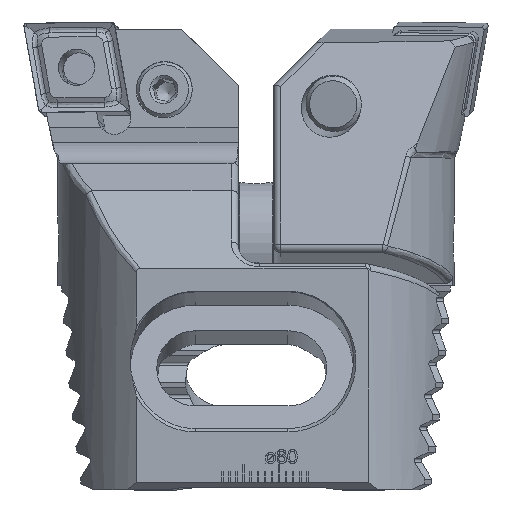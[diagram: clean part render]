
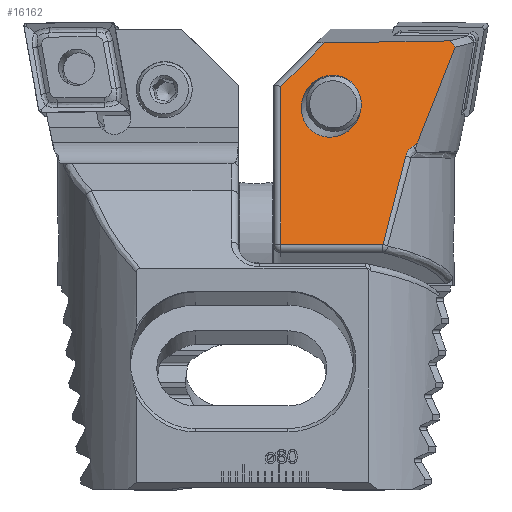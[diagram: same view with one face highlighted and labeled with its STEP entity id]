
A CAD part, top view. The second image highlights one B-rep face of the part: STEP entity #16162.
In plain terms, the highlighted face is planar.
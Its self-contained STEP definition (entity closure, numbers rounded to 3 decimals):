
#194 = ORIENTED_EDGE ( 'NONE', *, *, #1208, .T. ) ;
#423 = VERTEX_POINT ( 'NONE', #6519 ) ;
#718 = CARTESIAN_POINT ( 'NONE',  ( 10.387, -17.199, -17.195 ) ) ;
#792 = VERTEX_POINT ( 'NONE', #17594 ) ;
#922 = CARTESIAN_POINT ( 'NONE',  ( 23.087, -2.776, -13.331 ) ) ;
#1013 = ORIENTED_EDGE ( 'NONE', *, *, #3162, .F. ) ;
#1047 = ORIENTED_EDGE ( 'NONE', *, *, #15726, .T. ) ;
#1160 = CARTESIAN_POINT ( 'NONE',  ( 5.211, -2.791, -13.335 ) ) ;
#1208 = EDGE_CURVE ( 'NONE', #3568, #16951, #7544, .T. ) ;
#1320 = ORIENTED_EDGE ( 'NONE', *, *, #13301, .T. ) ;
#1546 = CARTESIAN_POINT ( 'NONE',  ( 31.526, -13.412, -16.18 ) ) ;
#1656 = CARTESIAN_POINT ( 'NONE',  ( 10.593, -17.341, -17.233 ) ) ;
#2100 = CARTESIAN_POINT ( 'NONE',  ( 9.977, -16.913, -17.119 ) ) ;
#2124 = ORIENTED_EDGE ( 'NONE', *, *, #2199, .T. ) ;
#2199 = EDGE_CURVE ( 'NONE', #11454, #13245, #6209, .T. ) ;
#2272 = EDGE_CURVE ( 'NONE', #13245, #792, #8123, .T. ) ;
#2867 = DIRECTION ( 'NONE',  ( -1., 0.015, 0.004 ) ) ;
#3082 = CARTESIAN_POINT ( 'NONE',  ( 23.536, -15.917, -16.852 ) ) ;
#3162 = EDGE_CURVE ( 'NONE', #7869, #16951, #13370, .T. ) ;
#3515 = VECTOR ( 'NONE', #2867, 1000. ) ;
#3568 = VERTEX_POINT ( 'NONE', #13419 ) ;
#3977 = CARTESIAN_POINT ( 'NONE',  ( 11.631, -18.755, -17.612 ) ) ;
#4000 = CARTESIAN_POINT ( 'NONE',  ( 11.631, -18.755, -17.612 ) ) ;
#4540 = EDGE_CURVE ( 'NONE', #423, #423, #10662, .T. ) ;
#4606 = DIRECTION ( 'NONE',  ( 0., -0.966, -0.259 ) ) ;
#4680 = EDGE_CURVE ( 'NONE', #11454, #12445, #11356, .T. ) ;
#4690 = VECTOR ( 'NONE', #5435, 1000. ) ;
#4848 = CARTESIAN_POINT ( 'NONE',  ( 10.182, -17.057, -17.157 ) ) ;
#4994 = PLANE ( 'NONE',  #7415 ) ;
#5052 = CARTESIAN_POINT ( 'NONE',  ( 9.977, -16.913, -17.119 ) ) ;
#5246 = CARTESIAN_POINT ( 'NONE',  ( 42.425, -22.115, -18.512 ) ) ;
#5435 = DIRECTION ( 'NONE',  ( 0.695, -0.695, -0.186 ) ) ;
#5756 = CARTESIAN_POINT ( 'NONE',  ( 12.728, -10.033, -15.275 ) ) ;
#6001 = CARTESIAN_POINT ( 'NONE',  ( 15.547, -18.421, -17.523 ) ) ;
#6162 = CARTESIAN_POINT ( 'NONE',  ( 5.483, -2.504, -13.258 ) ) ;
#6209 = LINE ( 'NONE', #5246, #4690 ) ;
#6519 = CARTESIAN_POINT ( 'NONE',  ( 20.718, -7.528, -14.604 ) ) ;
#7007 = CARTESIAN_POINT ( 'NONE',  ( 13.672, -27.392, -19.926 ) ) ;
#7120 = CARTESIAN_POINT ( 'NONE',  ( 14.836, -31.179, -20.941 ) ) ;
#7282 = B_SPLINE_CURVE_WITH_KNOTS ( 'NONE', 3,
 ( #7897, #9409, #1160, #10830 ),
 .UNSPECIFIED., .F., .F.,
 ( 4, 4 ),
 ( 0., 1. ),
 .UNSPECIFIED. ) ;
#7415 = AXIS2_PLACEMENT_3D ( 'NONE', #17787, #12181, #9342 ) ;
#7460 = EDGE_CURVE ( 'NONE', #7869, #8719, #8277, .T. ) ;
#7544 =( BOUNDED_CURVE ( )  B_SPLINE_CURVE ( 3, ( #7120, #7007, #14040, #4000 ),
 .UNSPECIFIED., .F., .T. ) 
 B_SPLINE_CURVE_WITH_KNOTS ( ( 4, 4 ),
 ( 3.859, 4.033 ),
 .UNSPECIFIED. ) 
 CURVE ( )  GEOMETRIC_REPRESENTATION_ITEM ( )  RATIONAL_B_SPLINE_CURVE ( ( 1., 0.997, 0.997, 1. ) ) 
 REPRESENTATION_ITEM ( '' )  );
#7842 = CARTESIAN_POINT ( 'NONE',  ( 6.387, -8.107, -14.759 ) ) ;
#7869 = VERTEX_POINT ( 'NONE', #1656 ) ;
#7897 = CARTESIAN_POINT ( 'NONE',  ( 4.665, -3.366, -13.489 ) ) ;
#8123 = LINE ( 'NONE', #15994, #10549 ) ;
#8277 = B_SPLINE_CURVE_WITH_KNOTS ( 'NONE', 3,
 ( #8897, #718, #4848, #2100 ),
 .UNSPECIFIED., .F., .F.,
 ( 4, 4 ),
 ( 0., 0.001 ),
 .UNSPECIFIED. ) ;
#8337 = CARTESIAN_POINT ( 'NONE',  ( 28.708, -5.024, -13.933 ) ) ;
#8463 = CARTESIAN_POINT ( 'NONE',  ( 20.718, -7.528, -14.604 ) ) ;
#8527 = CARTESIAN_POINT ( 'NONE',  ( 65.108, -3.426, -13.505 ) ) ;
#8719 = VERTEX_POINT ( 'NONE', #10470 ) ;
#8897 = CARTESIAN_POINT ( 'NONE',  ( 10.593, -17.341, -17.233 ) ) ;
#9015 = DIRECTION ( 'NONE',  ( -1., 0., 0. ) ) ;
#9231 = ORIENTED_EDGE ( 'NONE', *, *, #16179, .T. ) ;
#9237 = CARTESIAN_POINT ( 'NONE',  ( 29.25, -8.939, -14.982 ) ) ;
#9342 = DIRECTION ( 'NONE',  ( 0., -0.966, -0.259 ) ) ;
#9400 = CARTESIAN_POINT ( 'NONE',  ( 4.665, -3.366, -13.489 ) ) ;
#9409 = CARTESIAN_POINT ( 'NONE',  ( 4.938, -3.078, -13.412 ) ) ;
#9448 = ORIENTED_EDGE ( 'NONE', *, *, #4680, .F. ) ;
#9497 = CARTESIAN_POINT ( 'NONE',  ( 11.549, -18.47, -17.536 ) ) ;
#10470 = CARTESIAN_POINT ( 'NONE',  ( 9.977, -16.913, -17.119 ) ) ;
#10549 = VECTOR ( 'NONE', #4606, 1000. ) ;
#10662 =( BOUNDED_CURVE ( )  B_SPLINE_CURVE ( 3, ( #13942, #8337, #1546, #3082, #6001, #5756, #8463 ),
 .UNSPECIFIED., .T., .F. ) 
 B_SPLINE_CURVE_WITH_KNOTS ( ( 4, 3, 4 ),
 ( 0., 3.142, 6.283 ),
 .UNSPECIFIED. ) 
 CURVE ( )  GEOMETRIC_REPRESENTATION_ITEM ( )  RATIONAL_B_SPLINE_CURVE ( ( 1., 0.333, 0.333, 1., 0.333, 0.333, 1. ) ) 
 REPRESENTATION_ITEM ( '' )  );
#10678 = ORIENTED_EDGE ( 'NONE', *, *, #4540, .F. ) ;
#10830 = CARTESIAN_POINT ( 'NONE',  ( 5.483, -2.504, -13.258 ) ) ;
#10916 = CARTESIAN_POINT ( 'NONE',  ( 11.599, -18.609, -17.573 ) ) ;
#11356 = LINE ( 'NONE', #8527, #3515 ) ;
#11454 = VERTEX_POINT ( 'NONE', #922 ) ;
#11769 = VECTOR ( 'NONE', #9015, 1000. ) ;
#12181 = DIRECTION ( 'NONE',  ( 0., -0.259, 0.966 ) ) ;
#12190 = FACE_BOUND ( 'NONE', #13718, .T. ) ;
#12271 = CARTESIAN_POINT ( 'NONE',  ( 11.067, -17.719, -17.335 ) ) ;
#12445 = VERTEX_POINT ( 'NONE', #6162 ) ;
#13245 = VERTEX_POINT ( 'NONE', #9237 ) ;
#13301 = EDGE_CURVE ( 'NONE', #17519, #12445, #7282, .T. ) ;
#13370 = B_SPLINE_CURVE_WITH_KNOTS ( 'NONE', 3,
 ( #13683, #16461, #12271, #15115, #17947, #9497, #10916, #3977 ),
 .UNSPECIFIED., .F., .F.,
 ( 4, 2, 2, 4 ),
 ( 0., 0.001, 0.001, 0.002 ),
 .UNSPECIFIED. ) ;
#13419 = CARTESIAN_POINT ( 'NONE',  ( 14.836, -31.179, -20.941 ) ) ;
#13494 = CARTESIAN_POINT ( 'NONE',  ( 4.665, -3.366, -13.489 ) ) ;
#13683 = CARTESIAN_POINT ( 'NONE',  ( 10.593, -17.341, -17.233 ) ) ;
#13718 = EDGE_LOOP ( 'NONE', ( #10678 ) ) ;
#13942 = CARTESIAN_POINT ( 'NONE',  ( 20.718, -7.528, -14.604 ) ) ;
#14040 = CARTESIAN_POINT ( 'NONE',  ( 12.601, -23.24, -18.814 ) ) ;
#14839 =( BOUNDED_CURVE ( )  B_SPLINE_CURVE ( 3, ( #5052, #14841, #7842, #9400 ),
 .UNSPECIFIED., .F., .F. ) 
 B_SPLINE_CURVE_WITH_KNOTS ( ( 4, 4 ),
 ( 4.11, 4.265 ),
 .UNSPECIFIED. ) 
 CURVE ( )  GEOMETRIC_REPRESENTATION_ITEM ( )  RATIONAL_B_SPLINE_CURVE ( ( 1., 0.998, 0.998, 1. ) ) 
 REPRESENTATION_ITEM ( '' )  );
#14841 = CARTESIAN_POINT ( 'NONE',  ( 8.161, -12.632, -15.972 ) ) ;
#14912 = ORIENTED_EDGE ( 'NONE', *, *, #7460, .T. ) ;
#15115 = CARTESIAN_POINT ( 'NONE',  ( 11.339, -18.075, -17.43 ) ) ;
#15447 = ORIENTED_EDGE ( 'NONE', *, *, #2272, .T. ) ;
#15518 = LINE ( 'NONE', #17457, #11769 ) ;
#15726 = EDGE_CURVE ( 'NONE', #792, #3568, #15518, .T. ) ;
#15994 = CARTESIAN_POINT ( 'NONE',  ( 29.25, -0.912, -12.831 ) ) ;
#16162 = ADVANCED_FACE ( 'NONE', ( #16826, #12190 ), #4994, .F. ) ;
#16179 = EDGE_CURVE ( 'NONE', #8719, #17519, #14839, .T. ) ;
#16461 = CARTESIAN_POINT ( 'NONE',  ( 10.844, -17.514, -17.28 ) ) ;
#16826 = FACE_OUTER_BOUND ( 'NONE', #17751, .T. ) ;
#16951 = VERTEX_POINT ( 'NONE', #17827 ) ;
#17457 = CARTESIAN_POINT ( 'NONE',  ( 65.15, -31.179, -20.941 ) ) ;
#17519 = VERTEX_POINT ( 'NONE', #13494 ) ;
#17594 = CARTESIAN_POINT ( 'NONE',  ( 29.25, -31.179, -20.941 ) ) ;
#17751 = EDGE_LOOP ( 'NONE', ( #9231, #1320, #9448, #2124, #15447, #1047, #194, #1013, #14912 ) ) ;
#17787 = CARTESIAN_POINT ( 'NONE',  ( 65.15, -0.912, -12.831 ) ) ;
#17827 = CARTESIAN_POINT ( 'NONE',  ( 11.631, -18.755, -17.612 ) ) ;
#17947 = CARTESIAN_POINT ( 'NONE',  ( 11.419, -18.204, -17.464 ) ) ;
